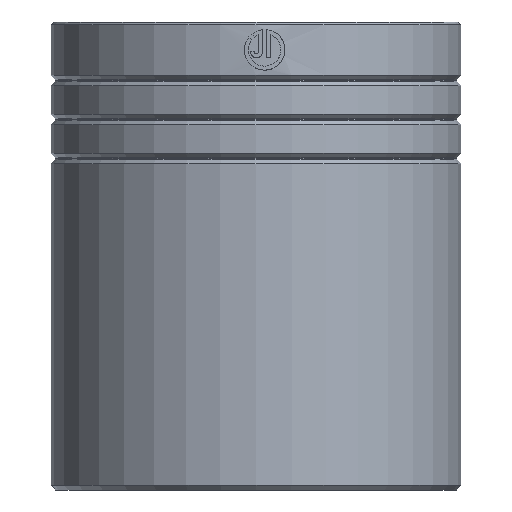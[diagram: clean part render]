
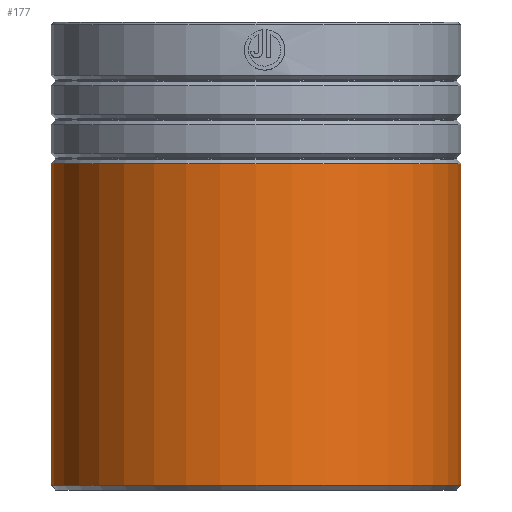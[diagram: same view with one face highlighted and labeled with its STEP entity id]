
A CAD part, front view. The second image highlights one B-rep face of the part: STEP entity #177.
In plain terms, the highlighted cylindrical face has radius 52.5 mm (diameter 105 mm), a partial arc.
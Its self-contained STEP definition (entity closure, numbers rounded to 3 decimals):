
#19 = CARTESIAN_POINT ( 'NONE',  ( 0., 0., 1.2 ) ) ;
#123 = EDGE_CURVE ( 'NONE', #2262, #1824, #655, .T. ) ;
#142 = ORIENTED_EDGE ( 'NONE', *, *, #478, .T. ) ;
#177 = ADVANCED_FACE ( 'NONE', ( #2394 ), #2648, .T. ) ;
#225 = LINE ( 'NONE', #373, #2104 ) ;
#252 = CARTESIAN_POINT ( 'NONE',  ( 52.5, 0., 83.717 ) ) ;
#373 = CARTESIAN_POINT ( 'NONE',  ( -52.5, 0., 120. ) ) ;
#478 = EDGE_CURVE ( 'NONE', #2262, #609, #664, .T. ) ;
#543 = VERTEX_POINT ( 'NONE', #1791 ) ;
#609 = VERTEX_POINT ( 'NONE', #1641 ) ;
#633 = EDGE_CURVE ( 'NONE', #543, #1824, #881, .T. ) ;
#655 = LINE ( 'NONE', #2612, #1018 ) ;
#660 = CARTESIAN_POINT ( 'NONE',  ( 52.5, 0., 1.2 ) ) ;
#664 = CIRCLE ( 'NONE', #1019, 52.5 ) ;
#881 = CIRCLE ( 'NONE', #1567, 52.5 ) ;
#923 = DIRECTION ( 'NONE',  ( 0., 0., -1. ) ) ;
#951 = ORIENTED_EDGE ( 'NONE', *, *, #633, .T. ) ;
#1018 = VECTOR ( 'NONE', #923, 1000. ) ;
#1019 = AXIS2_PLACEMENT_3D ( 'NONE', #1349, #1366, #1749 ) ;
#1254 = DIRECTION ( 'NONE',  ( 1., 0., 0. ) ) ;
#1349 = CARTESIAN_POINT ( 'NONE',  ( 0., 0., 83.717 ) ) ;
#1366 = DIRECTION ( 'NONE',  ( 0., 0., -1. ) ) ;
#1522 = CARTESIAN_POINT ( 'NONE',  ( 0., 0., 120. ) ) ;
#1567 = AXIS2_PLACEMENT_3D ( 'NONE', #19, #2478, #1254 ) ;
#1641 = CARTESIAN_POINT ( 'NONE',  ( -52.5, 0., 83.717 ) ) ;
#1749 = DIRECTION ( 'NONE',  ( -1., 0., 0. ) ) ;
#1791 = CARTESIAN_POINT ( 'NONE',  ( -52.5, 0., 1.2 ) ) ;
#1824 = VERTEX_POINT ( 'NONE', #660 ) ;
#1830 = ORIENTED_EDGE ( 'NONE', *, *, #123, .F. ) ;
#1855 = EDGE_CURVE ( 'NONE', #609, #543, #225, .T. ) ;
#2015 = DIRECTION ( 'NONE',  ( 0., 0., -1. ) ) ;
#2104 = VECTOR ( 'NONE', #2015, 1000. ) ;
#2221 = DIRECTION ( 'NONE',  ( 0., 0., -1. ) ) ;
#2232 = AXIS2_PLACEMENT_3D ( 'NONE', #1522, #2221, #2409 ) ;
#2262 = VERTEX_POINT ( 'NONE', #252 ) ;
#2390 = EDGE_LOOP ( 'NONE', ( #1830, #142, #2413, #951 ) ) ;
#2394 = FACE_OUTER_BOUND ( 'NONE', #2390, .T. ) ;
#2409 = DIRECTION ( 'NONE',  ( -1., 0., 0. ) ) ;
#2413 = ORIENTED_EDGE ( 'NONE', *, *, #1855, .T. ) ;
#2478 = DIRECTION ( 'NONE',  ( 0., 0., 1. ) ) ;
#2612 = CARTESIAN_POINT ( 'NONE',  ( 52.5, 0., 120. ) ) ;
#2648 = CYLINDRICAL_SURFACE ( 'NONE', #2232, 52.5 ) ;
